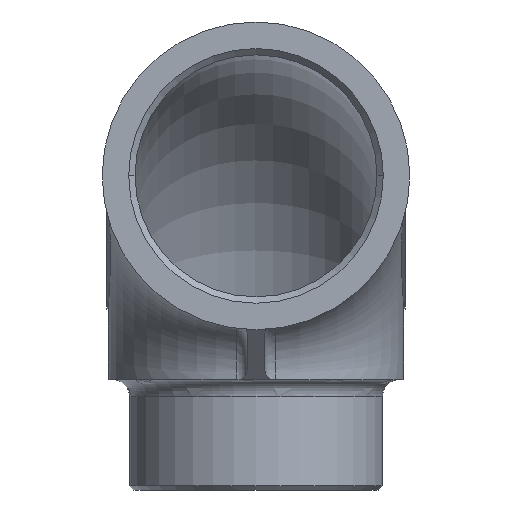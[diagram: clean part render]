
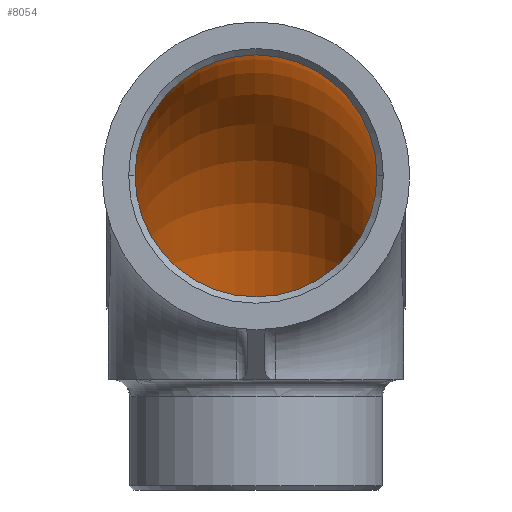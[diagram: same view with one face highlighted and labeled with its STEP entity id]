
A CAD part, front view. The second image highlights one B-rep face of the part: STEP entity #8054.
In plain terms, the highlighted toroidal (fillet/blend) face has major radius 48 mm and minor radius 28.5 mm.
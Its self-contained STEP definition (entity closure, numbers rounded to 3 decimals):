
#7297=CARTESIAN_POINT('Vertex',(-28.5,-48.,58.)) ;
#7300=CARTESIAN_POINT('Axis2P3D Location',(0.,-48.,58.)) ;
#7304=CARTESIAN_POINT('Vertex',(28.5,-48.,58.)) ;
#7994=CARTESIAN_POINT('Axis2P3D Location',(0.,-48.,10.)) ;
#8000=CARTESIAN_POINT('Control Point',(-28.5,0.023,13.71)) ;
#8001=CARTESIAN_POINT('Control Point',(-28.5,-0.032,13.709)) ;
#8002=CARTESIAN_POINT('Control Point',(-28.5,-0.088,13.709)) ;
#8003=CARTESIAN_POINT('Control Point',(-28.5,-0.143,13.708)) ;
#8004=CARTESIAN_POINT('Vertex',(-28.5,0.023,13.71)) ;
#8006=CARTESIAN_POINT('Vertex',(-28.5,-0.143,13.708)) ;
#8010=CARTESIAN_POINT('Control Point',(-28.5,0.023,13.71)) ;
#8011=CARTESIAN_POINT('Control Point',(-28.473,4.654,13.75)) ;
#8012=CARTESIAN_POINT('Control Point',(-27.509,9.279,13.782)) ;
#8013=CARTESIAN_POINT('Control Point',(-25.609,13.645,13.806)) ;
#8014=CARTESIAN_POINT('Control Point',(-19.291,22.569,13.85)) ;
#8015=CARTESIAN_POINT('Control Point',(-9.53,27.822,13.87)) ;
#8016=CARTESIAN_POINT('Control Point',(-3.301,29.22,13.874)) ;
#8017=CARTESIAN_POINT('Control Point',(6.675,28.698,13.873)) ;
#8018=CARTESIAN_POINT('Control Point',(15.392,24.284,13.856)) ;
#8019=CARTESIAN_POINT('Control Point',(18.332,22.157,13.847)) ;
#8020=CARTESIAN_POINT('Control Point',(23.449,17.05,13.824)) ;
#8021=CARTESIAN_POINT('Control Point',(26.763,10.622,13.788)) ;
#8022=CARTESIAN_POINT('Control Point',(27.9,7.17,13.767)) ;
#8023=CARTESIAN_POINT('Control Point',(28.479,3.599,13.741)) ;
#8024=CARTESIAN_POINT('Control Point',(28.5,0.023,13.71)) ;
#8025=CARTESIAN_POINT('Vertex',(28.5,0.023,13.71)) ;
#8029=CARTESIAN_POINT('Control Point',(28.5,-0.143,13.708)) ;
#8030=CARTESIAN_POINT('Control Point',(28.5,-0.088,13.709)) ;
#8031=CARTESIAN_POINT('Control Point',(28.5,-0.032,13.709)) ;
#8032=CARTESIAN_POINT('Control Point',(28.5,0.023,13.71)) ;
#8033=CARTESIAN_POINT('Vertex',(28.5,-0.143,13.708)) ;
#8036=CARTESIAN_POINT('Axis2P3D Location',(28.5,-48.,10.)) ;
#8041=CARTESIAN_POINT('Axis2P3D Location',(-28.5,-48.,10.)) ;
#7301=DIRECTION('Axis2P3D Direction',(0.,-1.,0.)) ;
#7995=DIRECTION('Axis2P3D Direction',(1.,0.,0.)) ;
#7996=DIRECTION('Axis2P3D XDirection',(0.,1.,0.)) ;
#8037=DIRECTION('Axis2P3D Direction',(1.,0.,0.)) ;
#8042=DIRECTION('Axis2P3D Direction',(1.,0.,0.)) ;
#7302=AXIS2_PLACEMENT_3D('Circle Axis2P3D',#7300,#7301,$) ;
#7997=AXIS2_PLACEMENT_3D('Torus Axis2P3D',#7994,#7995,#7996) ;
#8038=AXIS2_PLACEMENT_3D('Circle Axis2P3D',#8036,#8037,$) ;
#8043=AXIS2_PLACEMENT_3D('Circle Axis2P3D',#8041,#8042,$) ;
#8047=ORIENTED_EDGE('',*,*,#8008,.F.) ;
#8048=ORIENTED_EDGE('',*,*,#8027,.F.) ;
#8049=ORIENTED_EDGE('',*,*,#8035,.F.) ;
#8050=ORIENTED_EDGE('',*,*,#8040,.T.) ;
#8051=ORIENTED_EDGE('',*,*,#7306,.T.) ;
#8052=ORIENTED_EDGE('',*,*,#8045,.F.) ;
#8054=ADVANCED_FACE('Corps principal',(#8053),#7998,.F.) ;
#7999=B_SPLINE_CURVE_WITH_KNOTS('',3,(#8000,#8001,#8002,#8003),.UNSPECIFIED.,.F.,.U.,(4,4),(121.007,121.232),.UNSPECIFIED.) ;
#8009=B_SPLINE_CURVE_WITH_KNOTS('',5,(#8010,#8011,#8012,#8013,#8014,#8015,#8016,#8017,#8018,#8019,#8020,#8021,#8022,#8023,#8024),.UNSPECIFIED.,.F.,.U.,(6,3,3,3,6),(24.542,55.897,97.143,121.335,145.543),.UNSPECIFIED.) ;
#8028=B_SPLINE_CURVE_WITH_KNOTS('',3,(#8029,#8030,#8031,#8032),.UNSPECIFIED.,.F.,.U.,(4,4),(0.,0.226),.UNSPECIFIED.) ;
#7303=CIRCLE('generated circle',#7302,28.5) ;
#8039=CIRCLE('generated circle',#8038,48.) ;
#8044=CIRCLE('generated circle',#8043,48.) ;
#7998=TOROIDAL_SURFACE('homeo Torus',#7997,48.,28.5) ;
#7306=EDGE_CURVE('',#7305,#7298,#7303,.T.) ;
#8008=EDGE_CURVE('',#8005,#8007,#7999,.T.) ;
#8027=EDGE_CURVE('',#8026,#8005,#8009,.F.) ;
#8035=EDGE_CURVE('',#8034,#8026,#8028,.T.) ;
#8040=EDGE_CURVE('',#8034,#7305,#8039,.T.) ;
#8045=EDGE_CURVE('',#8007,#7298,#8044,.T.) ;
#8046=EDGE_LOOP('',(#8047,#8048,#8049,#8050,#8051,#8052)) ;
#8053=FACE_OUTER_BOUND('',#8046,.T.) ;
#7298=VERTEX_POINT('',#7297) ;
#7305=VERTEX_POINT('',#7304) ;
#8005=VERTEX_POINT('',#8004) ;
#8007=VERTEX_POINT('',#8006) ;
#8026=VERTEX_POINT('',#8025) ;
#8034=VERTEX_POINT('',#8033) ;
